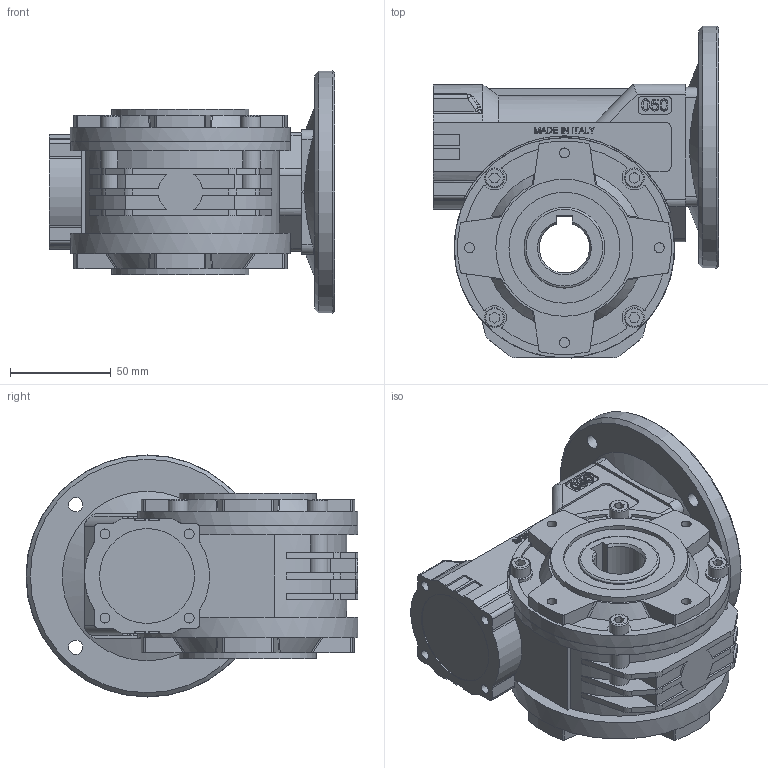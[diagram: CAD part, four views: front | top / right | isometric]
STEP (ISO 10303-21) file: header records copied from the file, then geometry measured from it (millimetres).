
FILE_DESCRIPTION(/* description */ ('Unknown'),/* implementation_level */ '2;1');
FILE_NAME(/* name */ '_P_050_FB_xxx_C_0_-R_B3_-D_',/* time_stamp */ '2025-09-09T13:29:22+02:00',/* author */ ('Unknown'),/* organization */ ('Unknown'),/* preprocessor_version */ 'ST-DEVELOPER v18.104',/* originating_system */ 'Solid Edge',/* authorisation */ 'Unknown');
FILE_SCHEMA (('AUTOMOTIVE_DESIGN {1 0 10303 214 3 1 1}'));
Length unit declared in the file: millimetre
Products named in the file (4): _P_050_FB_xxx_C_0_-R_B3_-D_; _050_; 0505093Z; 0504046
Assembly tree (3 placements, depth 2):
  _P_050_FB_xxx_C_0_-R_B3_-D_
    _050_
    0505093Z
    0504046
Bounding box: 141.5 x 164.53 x 119.97 mm (x, y, z)
Volume: 916874.2 mm3; surface area: 122100.6 mm2
Topology: 3 solids, 3 shells, 739 faces, 1928 edges, 1273 vertices
Faces by surface type: plane 461, cylinder 175, bspline 66, cone 24, torus 11, sphere 2
Full cylindrical faces by diameter (mm): 4.917 x16, 7.15 x4, 9.8 x4, 19.5 x1, 30 x1, 32 x1, 36 x1, 40 x3, 47 x3, 55 x2, 68 x2, 80 x1, 109.1 x1
Entity records: 30297 total; most frequent: CARTESIAN_POINT 7434, ORIENTED_EDGE 3672, DIRECTION 3524, EDGE_CURVE 1836, VERTEX_POINT 1251, AXIS2_PLACEMENT_3D 1189, LINE 1146, VECTOR 1146
